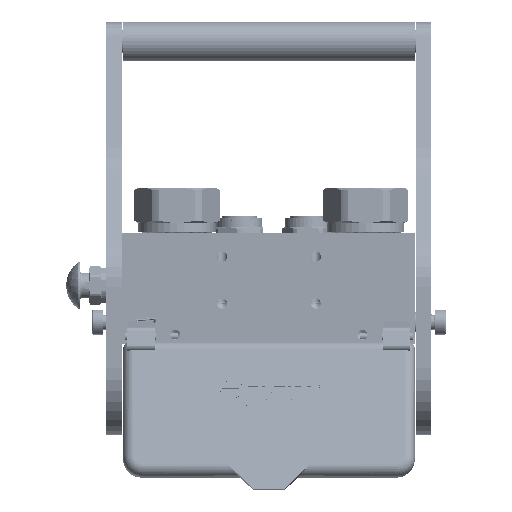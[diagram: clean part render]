
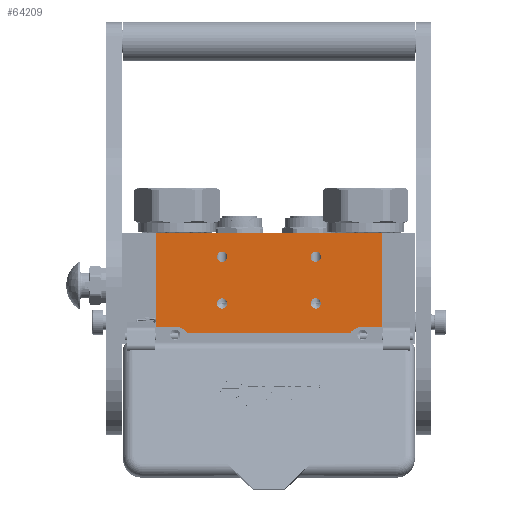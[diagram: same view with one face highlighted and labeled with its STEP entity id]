
A CAD part, left-side view. The second image highlights one B-rep face of the part: STEP entity #64209.
In plain terms, the highlighted face is planar.
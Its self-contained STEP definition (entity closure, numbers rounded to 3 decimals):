
#289 = DIRECTION ( 'NONE',  ( 0., -1., 0. ) ) ;
#1404 = DIRECTION ( 'NONE',  ( 0., 0., -1. ) ) ;
#2308 = FACE_BOUND ( 'NONE', #88682, .T. ) ;
#4380 = AXIS2_PLACEMENT_3D ( 'NONE', #51855, #5993, #96408 ) ;
#4972 = EDGE_CURVE ( 'NONE', #81184, #44348, #79447, .T. ) ;
#5027 = DIRECTION ( 'NONE',  ( 0., -1., 0. ) ) ;
#5993 = DIRECTION ( 'NONE',  ( 0., 0., -1. ) ) ;
#8475 = CARTESIAN_POINT ( 'NONE',  ( 21.3, 60., -108. ) ) ;
#8601 = DIRECTION ( 'NONE',  ( -1., 0., 0. ) ) ;
#8778 = ORIENTED_EDGE ( 'NONE', *, *, #65362, .F. ) ;
#13024 = EDGE_CURVE ( 'NONE', #78379, #118188, #66555, .T. ) ;
#13428 = CARTESIAN_POINT ( 'NONE',  ( 34., 70., -108. ) ) ;
#14520 = VERTEX_POINT ( 'NONE', #91803 ) ;
#15180 = VERTEX_POINT ( 'NONE', #59223 ) ;
#16403 = CARTESIAN_POINT ( 'NONE',  ( 124., 15., -108. ) ) ;
#18106 = EDGE_CURVE ( 'NONE', #46848, #14520, #128395, .T. ) ;
#18164 = AXIS2_PLACEMENT_3D ( 'NONE', #16403, #94279, #27957 ) ;
#18614 = AXIS2_PLACEMENT_3D ( 'NONE', #13428, #1404, #57446 ) ;
#18849 = AXIS2_PLACEMENT_3D ( 'NONE', #137490, #69395, #5027 ) ;
#19610 = DIRECTION ( 'NONE',  ( 1., 0., 0. ) ) ;
#21393 = VERTEX_POINT ( 'NONE', #36905 ) ;
#23627 = ORIENTED_EDGE ( 'NONE', *, *, #26936, .F. ) ;
#24678 = CIRCLE ( 'NONE', #18849, 3.3 ) ;
#24747 = CARTESIAN_POINT ( 'NONE',  ( 64., 11.7, -108. ) ) ;
#24875 = CIRCLE ( 'NONE', #101356, 3.3 ) ;
#24936 = LINE ( 'NONE', #79574, #31847 ) ;
#25987 = CARTESIAN_POINT ( 'NONE',  ( 124., 18.3, -108. ) ) ;
#26709 = CIRCLE ( 'NONE', #128256, 3.3 ) ;
#26936 = EDGE_CURVE ( 'NONE', #44348, #81184, #24678, .T. ) ;
#27179 = CARTESIAN_POINT ( 'NONE',  ( 166.7, 0., -108. ) ) ;
#27957 = DIRECTION ( 'NONE',  ( 0., 1., 0. ) ) ;
#28899 = DIRECTION ( 'NONE',  ( 0., 0., -1. ) ) ;
#29429 = CARTESIAN_POINT ( 'NONE',  ( 64., 15., -108. ) ) ;
#29637 = VECTOR ( 'NONE', #63596, 1000. ) ;
#29903 = ORIENTED_EDGE ( 'NONE', *, *, #41536, .F. ) ;
#31847 = VECTOR ( 'NONE', #100317, 1000. ) ;
#36635 = EDGE_CURVE ( 'NONE', #15180, #99977, #24936, .T. ) ;
#36770 = FACE_BOUND ( 'NONE', #89537, .T. ) ;
#36905 = CARTESIAN_POINT ( 'NONE',  ( 64., 18.3, -108. ) ) ;
#40999 = CARTESIAN_POINT ( 'NONE',  ( 166.7, 0., -108. ) ) ;
#41083 = ORIENTED_EDGE ( 'NONE', *, *, #66310, .F. ) ;
#41536 = EDGE_CURVE ( 'NONE', #118188, #133344, #108620, .T. ) ;
#42058 = AXIS2_PLACEMENT_3D ( 'NONE', #27179, #105462, #136968 ) ;
#42709 = EDGE_LOOP ( 'NONE', ( #106881, #63768, #67926, #46983, #88263, #55005, #29903, #80488 ) ) ;
#44348 = VERTEX_POINT ( 'NONE', #47290 ) ;
#44662 = LINE ( 'NONE', #40999, #51591 ) ;
#45269 = AXIS2_PLACEMENT_3D ( 'NONE', #54875, #121595, #289 ) ;
#46848 = VERTEX_POINT ( 'NONE', #49859 ) ;
#46983 = ORIENTED_EDGE ( 'NONE', *, *, #106718, .T. ) ;
#47290 = CARTESIAN_POINT ( 'NONE',  ( 124., 41.7, -108. ) ) ;
#49285 = VERTEX_POINT ( 'NONE', #88619 ) ;
#49416 = DIRECTION ( 'NONE',  ( 0., 1., 0. ) ) ;
#49859 = CARTESIAN_POINT ( 'NONE',  ( 42.146, 64.2, -108. ) ) ;
#49935 = CIRCLE ( 'NONE', #18164, 3.3 ) ;
#50347 = CARTESIAN_POINT ( 'NONE',  ( 64., 45., -108. ) ) ;
#51119 = CARTESIAN_POINT ( 'NONE',  ( 145.854, 64.2, -108. ) ) ;
#51591 = VECTOR ( 'NONE', #8601, 1000. ) ;
#51855 = CARTESIAN_POINT ( 'NONE',  ( 64., 45., -108. ) ) ;
#52543 = AXIS2_PLACEMENT_3D ( 'NONE', #84119, #28899, #73928 ) ;
#54875 = CARTESIAN_POINT ( 'NONE',  ( 154., 70., -108. ) ) ;
#55005 = ORIENTED_EDGE ( 'NONE', *, *, #111018, .F. ) ;
#55114 = CIRCLE ( 'NONE', #4380, 3.3 ) ;
#56260 = VERTEX_POINT ( 'NONE', #25987 ) ;
#57446 = DIRECTION ( 'NONE',  ( 0.815, -0.58, 0. ) ) ;
#57560 = ORIENTED_EDGE ( 'NONE', *, *, #101558, .F. ) ;
#59111 = LINE ( 'NONE', #108461, #29637 ) ;
#59223 = CARTESIAN_POINT ( 'NONE',  ( 21.3, 0., -108. ) ) ;
#60624 = PLANE ( 'NONE',  #42058 ) ;
#60980 = EDGE_LOOP ( 'NONE', ( #117724, #8778 ) ) ;
#63596 = DIRECTION ( 'NONE',  ( 0., 1., 0. ) ) ;
#63768 = ORIENTED_EDGE ( 'NONE', *, *, #74579, .T. ) ;
#63932 = EDGE_CURVE ( 'NONE', #84715, #21393, #24875, .T. ) ;
#64106 = VECTOR ( 'NONE', #91604, 1000. ) ;
#64209 = ADVANCED_FACE ( 'NONE', ( #2308, #36770, #121576, #109499, #85313 ), #60624, .T. ) ;
#65099 = VERTEX_POINT ( 'NONE', #122868 ) ;
#65362 = EDGE_CURVE ( 'NONE', #21393, #84715, #135084, .T. ) ;
#66310 = EDGE_CURVE ( 'NONE', #49285, #65099, #55114, .T. ) ;
#66487 = DIRECTION ( 'NONE',  ( 0., -1., 0. ) ) ;
#66555 = LINE ( 'NONE', #127049, #104487 ) ;
#67425 = CARTESIAN_POINT ( 'NONE',  ( 64., 15., -108. ) ) ;
#67926 = ORIENTED_EDGE ( 'NONE', *, *, #36635, .T. ) ;
#69395 = DIRECTION ( 'NONE',  ( 0., 0., -1. ) ) ;
#71456 = ORIENTED_EDGE ( 'NONE', *, *, #74455, .F. ) ;
#73318 = CARTESIAN_POINT ( 'NONE',  ( 154., 60., -108. ) ) ;
#73633 = CARTESIAN_POINT ( 'NONE',  ( 124., 48.3, -108. ) ) ;
#73928 = DIRECTION ( 'NONE',  ( 0., -1., 0. ) ) ;
#74455 = EDGE_CURVE ( 'NONE', #56260, #130244, #49935, .T. ) ;
#74579 = EDGE_CURVE ( 'NONE', #84101, #15180, #44662, .T. ) ;
#75425 = DIRECTION ( 'NONE',  ( 0., 0., -1. ) ) ;
#78379 = VERTEX_POINT ( 'NONE', #99886 ) ;
#79447 = CIRCLE ( 'NONE', #104297, 3.3 ) ;
#79574 = CARTESIAN_POINT ( 'NONE',  ( 21.3, 0., -108. ) ) ;
#80488 = ORIENTED_EDGE ( 'NONE', *, *, #13024, .F. ) ;
#80995 = CARTESIAN_POINT ( 'NONE',  ( 145.854, 64.2, -108. ) ) ;
#81184 = VERTEX_POINT ( 'NONE', #73633 ) ;
#83338 = DIRECTION ( 'NONE',  ( 0., 1., 0. ) ) ;
#84101 = VERTEX_POINT ( 'NONE', #123082 ) ;
#84119 = CARTESIAN_POINT ( 'NONE',  ( 124., 15., -108. ) ) ;
#84266 = DIRECTION ( 'NONE',  ( 0., 0., -1. ) ) ;
#84715 = VERTEX_POINT ( 'NONE', #24747 ) ;
#85313 = FACE_OUTER_BOUND ( 'NONE', #42709, .T. ) ;
#87388 = EDGE_CURVE ( 'NONE', #130244, #56260, #131148, .T. ) ;
#88263 = ORIENTED_EDGE ( 'NONE', *, *, #18106, .F. ) ;
#88619 = CARTESIAN_POINT ( 'NONE',  ( 64., 41.7, -108. ) ) ;
#88682 = EDGE_LOOP ( 'NONE', ( #23627, #107854 ) ) ;
#89537 = EDGE_LOOP ( 'NONE', ( #130207, #71456 ) ) ;
#91604 = DIRECTION ( 'NONE',  ( -1., 0., 0. ) ) ;
#91803 = CARTESIAN_POINT ( 'NONE',  ( 34., 60., -108. ) ) ;
#92063 = CARTESIAN_POINT ( 'NONE',  ( 124., 45., -108. ) ) ;
#94172 = CARTESIAN_POINT ( 'NONE',  ( 21.3, 60., -108. ) ) ;
#94279 = DIRECTION ( 'NONE',  ( 0., 0., -1. ) ) ;
#96408 = DIRECTION ( 'NONE',  ( 0., -1., 0. ) ) ;
#99342 = DIRECTION ( 'NONE',  ( 0., 0., -1. ) ) ;
#99886 = CARTESIAN_POINT ( 'NONE',  ( 166.7, 60., -108. ) ) ;
#99977 = VERTEX_POINT ( 'NONE', #94172 ) ;
#100317 = DIRECTION ( 'NONE',  ( 0., 1., 0. ) ) ;
#101356 = AXIS2_PLACEMENT_3D ( 'NONE', #67425, #99342, #66487 ) ;
#101558 = EDGE_CURVE ( 'NONE', #65099, #49285, #26709, .T. ) ;
#102064 = LINE ( 'NONE', #80995, #64106 ) ;
#104297 = AXIS2_PLACEMENT_3D ( 'NONE', #92063, #125888, #49416 ) ;
#104487 = VECTOR ( 'NONE', #115890, 1000. ) ;
#105462 = DIRECTION ( 'NONE',  ( 0., 0., -1. ) ) ;
#106718 = EDGE_CURVE ( 'NONE', #99977, #14520, #141269, .T. ) ;
#106881 = ORIENTED_EDGE ( 'NONE', *, *, #115869, .F. ) ;
#107854 = ORIENTED_EDGE ( 'NONE', *, *, #4972, .F. ) ;
#108461 = CARTESIAN_POINT ( 'NONE',  ( 166.7, 0., -108. ) ) ;
#108620 = CIRCLE ( 'NONE', #45269, 10. ) ;
#109499 = FACE_BOUND ( 'NONE', #60980, .T. ) ;
#111018 = EDGE_CURVE ( 'NONE', #133344, #46848, #102064, .T. ) ;
#111852 = VECTOR ( 'NONE', #19610, 1000. ) ;
#115869 = EDGE_CURVE ( 'NONE', #84101, #78379, #59111, .T. ) ;
#115890 = DIRECTION ( 'NONE',  ( -1., 0., 0. ) ) ;
#117240 = AXIS2_PLACEMENT_3D ( 'NONE', #29429, #75425, #131023 ) ;
#117724 = ORIENTED_EDGE ( 'NONE', *, *, #63932, .F. ) ;
#118188 = VERTEX_POINT ( 'NONE', #73318 ) ;
#120004 = CARTESIAN_POINT ( 'NONE',  ( 124., 11.7, -108. ) ) ;
#121576 = FACE_BOUND ( 'NONE', #129023, .T. ) ;
#121595 = DIRECTION ( 'NONE',  ( 0., 0., -1. ) ) ;
#122868 = CARTESIAN_POINT ( 'NONE',  ( 64., 48.3, -108. ) ) ;
#123082 = CARTESIAN_POINT ( 'NONE',  ( 166.7, 0., -108. ) ) ;
#125888 = DIRECTION ( 'NONE',  ( 0., 0., -1. ) ) ;
#127049 = CARTESIAN_POINT ( 'NONE',  ( 166.7, 60., -108. ) ) ;
#128256 = AXIS2_PLACEMENT_3D ( 'NONE', #50347, #84266, #83338 ) ;
#128395 = CIRCLE ( 'NONE', #18614, 10. ) ;
#129023 = EDGE_LOOP ( 'NONE', ( #41083, #57560 ) ) ;
#130207 = ORIENTED_EDGE ( 'NONE', *, *, #87388, .F. ) ;
#130244 = VERTEX_POINT ( 'NONE', #120004 ) ;
#131023 = DIRECTION ( 'NONE',  ( 0., 1., 0. ) ) ;
#131148 = CIRCLE ( 'NONE', #52543, 3.3 ) ;
#133344 = VERTEX_POINT ( 'NONE', #51119 ) ;
#135084 = CIRCLE ( 'NONE', #117240, 3.3 ) ;
#136968 = DIRECTION ( 'NONE',  ( -1., 0., 0. ) ) ;
#137490 = CARTESIAN_POINT ( 'NONE',  ( 124., 45., -108. ) ) ;
#141269 = LINE ( 'NONE', #8475, #111852 ) ;
